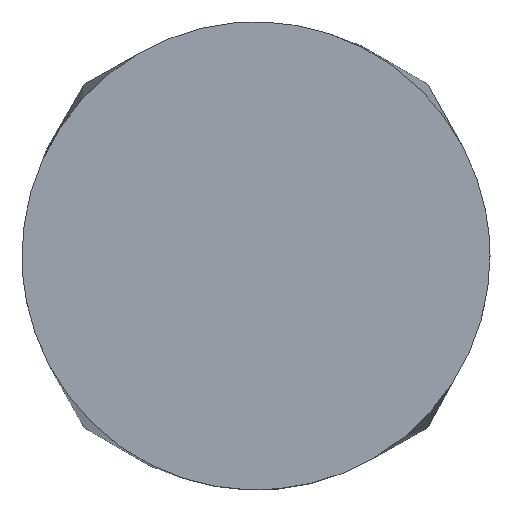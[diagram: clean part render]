
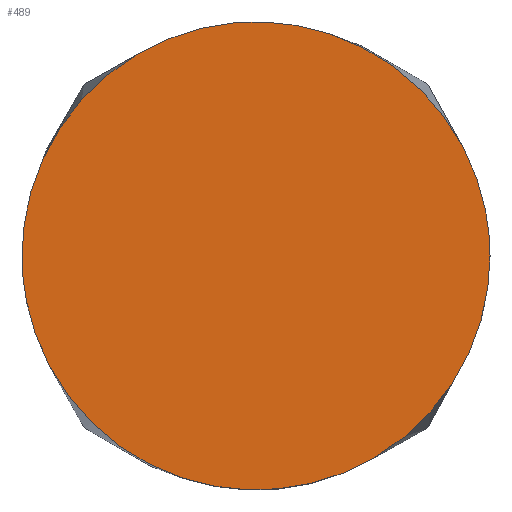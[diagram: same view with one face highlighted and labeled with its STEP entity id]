
A CAD part, top view. The second image highlights one B-rep face of the part: STEP entity #489.
In plain terms, the highlighted free-form (B-spline) face has degree [1, 1] with [2, 2] control points.
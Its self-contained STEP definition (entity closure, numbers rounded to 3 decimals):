
#448=CARTESIAN_POINT('',(-5.82,-5.82,88.0));
#449=CARTESIAN_POINT('',(5.82,-5.82,88.0));
#450=CARTESIAN_POINT('',(-5.82,5.82,88.0));
#451=CARTESIAN_POINT('',(5.82,5.82,88.0));
#452=B_SPLINE_SURFACE_WITH_KNOTS('',1,1,((#448,#450),(#449,#451)),.UNSPECIFIED.,.F.,.F.,.U.,(2,2),(2,2),(0.0,11.64),(0.0,11.64),.UNSPECIFIED.);
#453=CARTESIAN_POINT('',(5.292,0.0,88.0));
#454=VERTEX_POINT('',#453);
#455=CARTESIAN_POINT('',(-5.292,0.0,88.0));
#456=VERTEX_POINT('',#455);
#457=CARTESIAN_POINT('',(5.292,0.0,88.0));
#458=CARTESIAN_POINT('',(5.292,-5.292,88.0));
#459=CARTESIAN_POINT('',(0.0,-5.292,88.0));
#460=CARTESIAN_POINT('',(-5.292,-5.292,88.0));
#461=CARTESIAN_POINT('',(-5.292,0.0,88.0));
#469=(BOUNDED_CURVE()B_SPLINE_CURVE(2,(#457,#458,#459,#460,#461),.UNSPECIFIED.,.F.,.U.)B_SPLINE_CURVE_WITH_KNOTS((3,2,3),(0.5,0.75,1.0),.UNSPECIFIED.)CURVE()GEOMETRIC_REPRESENTATION_ITEM()RATIONAL_B_SPLINE_CURVE((1.0,0.707,1.0,0.707,1.0))REPRESENTATION_ITEM(''));
#470=EDGE_CURVE('',#454,#456,#469,.T.);
#471=ORIENTED_EDGE('',*,*,#470,.F.);
#472=CARTESIAN_POINT('',(-5.292,0.0,88.0));
#473=CARTESIAN_POINT('',(-5.292,5.292,88.0));
#474=CARTESIAN_POINT('',(0.0,5.292,88.0));
#475=CARTESIAN_POINT('',(5.292,5.292,88.0));
#476=CARTESIAN_POINT('',(5.292,0.0,88.0));
#484=(BOUNDED_CURVE()B_SPLINE_CURVE(2,(#472,#473,#474,#475,#476),.UNSPECIFIED.,.F.,.U.)B_SPLINE_CURVE_WITH_KNOTS((3,2,3),(0.0,0.25,0.5),.UNSPECIFIED.)CURVE()GEOMETRIC_REPRESENTATION_ITEM()RATIONAL_B_SPLINE_CURVE((1.0,0.707,1.0,0.707,1.0))REPRESENTATION_ITEM(''));
#485=EDGE_CURVE('',#456,#454,#484,.T.);
#486=ORIENTED_EDGE('',*,*,#485,.F.);
#487=EDGE_LOOP('',(#471,#486));
#488=FACE_OUTER_BOUND('',#487,.T.);
#489=ADVANCED_FACE('',(#488),#452,.T.);
